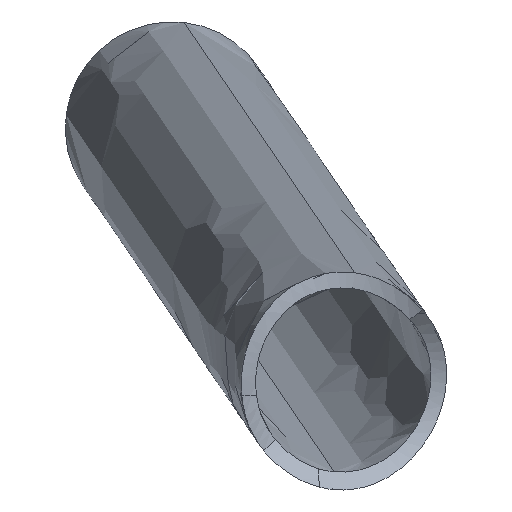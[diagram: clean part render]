
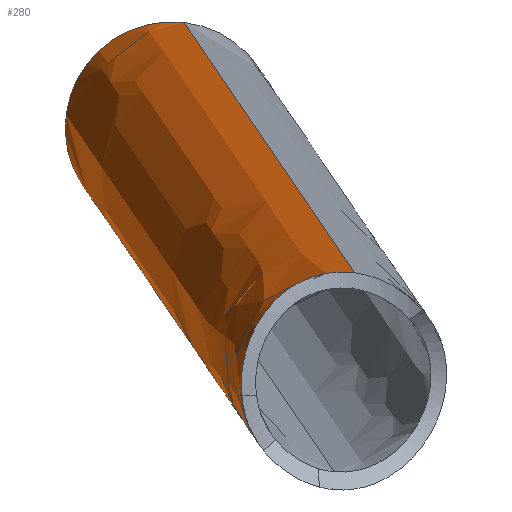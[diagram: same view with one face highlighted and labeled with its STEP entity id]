
A CAD part, top view. The second image highlights one B-rep face of the part: STEP entity #280.
In plain terms, the highlighted free-form (B-spline) face has degree [5, 4] with [6, 5] control points.
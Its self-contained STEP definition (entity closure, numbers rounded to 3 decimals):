
#61=CARTESIAN_POINT('Vertex',(-1974.75,-275.748,141.504)) ;
#63=CARTESIAN_POINT('Vertex',(-1977.25,-295.46,139.224)) ;
#66=CARTESIAN_POINT('Axis2P3D Location',(-1976.,-285.604,140.364)) ;
#157=CARTESIAN_POINT('Vertex',(-1960.644,-320.184,334.789)) ;
#161=CARTESIAN_POINT('Control Point',(-1977.25,-295.46,139.224)) ;
#162=CARTESIAN_POINT('Control Point',(-1973.929,-300.405,178.337)) ;
#163=CARTESIAN_POINT('Control Point',(-1970.608,-305.35,217.45)) ;
#164=CARTESIAN_POINT('Control Point',(-1967.286,-310.294,256.563)) ;
#165=CARTESIAN_POINT('Control Point',(-1963.965,-315.239,295.676)) ;
#166=CARTESIAN_POINT('Control Point',(-1960.644,-320.184,334.789)) ;
#169=CARTESIAN_POINT('Control Point',(-1974.75,-275.748,141.504)) ;
#170=CARTESIAN_POINT('Control Point',(-1971.533,-280.539,179.395)) ;
#171=CARTESIAN_POINT('Control Point',(-1968.315,-285.329,217.286)) ;
#172=CARTESIAN_POINT('Control Point',(-1965.098,-290.119,255.178)) ;
#173=CARTESIAN_POINT('Control Point',(-1961.881,-294.91,293.069)) ;
#174=CARTESIAN_POINT('Control Point',(-1958.663,-299.7,330.96)) ;
#175=CARTESIAN_POINT('Vertex',(-1958.663,-299.7,330.96)) ;
#196=CARTESIAN_POINT('Control Point',(-1977.25,-295.46,139.224)) ;
#197=CARTESIAN_POINT('Control Point',(-1987.136,-294.32,140.207)) ;
#198=CARTESIAN_POINT('Control Point',(-1990.829,-283.895,141.839)) ;
#199=CARTESIAN_POINT('Control Point',(-1984.636,-274.609,142.487)) ;
#200=CARTESIAN_POINT('Control Point',(-1974.75,-275.748,141.504)) ;
#201=CARTESIAN_POINT('Control Point',(-1973.801,-300.595,179.843)) ;
#202=CARTESIAN_POINT('Control Point',(-1983.687,-299.456,180.827)) ;
#203=CARTESIAN_POINT('Control Point',(-1987.38,-289.03,182.458)) ;
#204=CARTESIAN_POINT('Control Point',(-1981.187,-279.744,183.106)) ;
#205=CARTESIAN_POINT('Control Point',(-1971.301,-280.884,182.123)) ;
#206=CARTESIAN_POINT('Control Point',(-1970.352,-305.731,220.462)) ;
#207=CARTESIAN_POINT('Control Point',(-1980.238,-304.591,221.446)) ;
#208=CARTESIAN_POINT('Control Point',(-1983.931,-294.165,223.078)) ;
#209=CARTESIAN_POINT('Control Point',(-1977.738,-284.879,223.726)) ;
#210=CARTESIAN_POINT('Control Point',(-1967.852,-286.019,222.742)) ;
#211=CARTESIAN_POINT('Control Point',(-1966.903,-310.866,261.082)) ;
#212=CARTESIAN_POINT('Control Point',(-1976.789,-309.726,262.065)) ;
#213=CARTESIAN_POINT('Control Point',(-1980.482,-299.3,263.697)) ;
#214=CARTESIAN_POINT('Control Point',(-1974.289,-290.014,264.345)) ;
#215=CARTESIAN_POINT('Control Point',(-1964.403,-291.154,263.361)) ;
#216=CARTESIAN_POINT('Control Point',(-1963.454,-316.001,301.701)) ;
#217=CARTESIAN_POINT('Control Point',(-1973.34,-314.861,302.684)) ;
#218=CARTESIAN_POINT('Control Point',(-1977.033,-304.435,304.316)) ;
#219=CARTESIAN_POINT('Control Point',(-1970.84,-295.149,304.964)) ;
#220=CARTESIAN_POINT('Control Point',(-1960.954,-296.289,303.981)) ;
#221=CARTESIAN_POINT('Control Point',(-1960.005,-321.136,342.32)) ;
#222=CARTESIAN_POINT('Control Point',(-1969.891,-319.996,343.304)) ;
#223=CARTESIAN_POINT('Control Point',(-1973.584,-309.57,344.935)) ;
#224=CARTESIAN_POINT('Control Point',(-1967.391,-300.284,345.583)) ;
#225=CARTESIAN_POINT('Control Point',(-1957.505,-301.424,344.6)) ;
#227=CARTESIAN_POINT('Control Point',(-1961.939,-319.959,335.047)) ;
#228=CARTESIAN_POINT('Control Point',(-1961.505,-320.069,334.996)) ;
#229=CARTESIAN_POINT('Control Point',(-1961.07,-320.144,334.909)) ;
#230=CARTESIAN_POINT('Control Point',(-1960.644,-320.184,334.789)) ;
#231=CARTESIAN_POINT('Vertex',(-1961.939,-319.959,335.047)) ;
#235=CARTESIAN_POINT('Control Point',(-1961.939,-319.959,335.047)) ;
#236=CARTESIAN_POINT('Control Point',(-1963.153,-319.651,335.189)) ;
#237=CARTESIAN_POINT('Control Point',(-1964.359,-319.112,335.094)) ;
#238=CARTESIAN_POINT('Control Point',(-1965.431,-318.384,334.828)) ;
#239=CARTESIAN_POINT('Control Point',(-1966.392,-317.522,334.54)) ;
#240=CARTESIAN_POINT('Control Point',(-1967.213,-316.528,334.256)) ;
#241=CARTESIAN_POINT('Vertex',(-1967.213,-316.528,334.256)) ;
#245=CARTESIAN_POINT('Control Point',(-1969.314,-311.28,336.77)) ;
#246=CARTESIAN_POINT('Control Point',(-1969.208,-312.539,336.602)) ;
#247=CARTESIAN_POINT('Control Point',(-1968.919,-313.742,336.15)) ;
#248=CARTESIAN_POINT('Control Point',(-1968.475,-314.773,335.533)) ;
#249=CARTESIAN_POINT('Control Point',(-1967.907,-315.708,334.894)) ;
#250=CARTESIAN_POINT('Control Point',(-1967.213,-316.528,334.256)) ;
#251=CARTESIAN_POINT('Vertex',(-1969.314,-311.28,336.77)) ;
#255=CARTESIAN_POINT('Control Point',(-1969.314,-311.28,336.77)) ;
#256=CARTESIAN_POINT('Control Point',(-1969.382,-310.48,336.877)) ;
#257=CARTESIAN_POINT('Control Point',(-1969.377,-309.657,336.873)) ;
#258=CARTESIAN_POINT('Control Point',(-1969.297,-308.846,336.739)) ;
#259=CARTESIAN_POINT('Control Point',(-1968.956,-306.928,336.207)) ;
#260=CARTESIAN_POINT('Control Point',(-1968.289,-305.23,335.332)) ;
#261=CARTESIAN_POINT('Control Point',(-1967.795,-304.293,334.771)) ;
#262=CARTESIAN_POINT('Control Point',(-1966.831,-302.896,333.846)) ;
#263=CARTESIAN_POINT('Control Point',(-1965.585,-301.726,332.966)) ;
#264=CARTESIAN_POINT('Control Point',(-1965.071,-301.319,332.646)) ;
#265=CARTESIAN_POINT('Control Point',(-1963.644,-300.384,331.878)) ;
#266=CARTESIAN_POINT('Control Point',(-1961.966,-299.787,331.305)) ;
#267=CARTESIAN_POINT('Control Point',(-1960.86,-299.581,331.061)) ;
#268=CARTESIAN_POINT('Control Point',(-1959.743,-299.562,330.952)) ;
#269=CARTESIAN_POINT('Control Point',(-1958.663,-299.7,330.96)) ;
#67=DIRECTION('Axis2P3D Direction',(-0.084,0.125,-0.989)) ;
#68=AXIS2_PLACEMENT_3D('Circle Axis2P3D',#66,#67,$) ;
#272=ORIENTED_EDGE('',*,*,#177,.F.) ;
#273=ORIENTED_EDGE('',*,*,#70,.F.) ;
#274=ORIENTED_EDGE('',*,*,#167,.T.) ;
#275=ORIENTED_EDGE('',*,*,#233,.F.) ;
#276=ORIENTED_EDGE('',*,*,#243,.T.) ;
#277=ORIENTED_EDGE('',*,*,#253,.F.) ;
#278=ORIENTED_EDGE('',*,*,#270,.T.) ;
#280=ADVANCED_FACE('Corps principal',(#279),#195,.T.) ;
#226=B_SPLINE_CURVE_WITH_KNOTS('',3,(#227,#228,#229,#230),.UNSPECIFIED.,.F.,.U.,(4,4),(0.,1.989),.UNSPECIFIED.) ;
#234=B_SPLINE_CURVE_WITH_KNOTS('',5,(#235,#236,#237,#238,#239,#240),.UNSPECIFIED.,.F.,.U.,(6,6),(0.,9.289),.UNSPECIFIED.) ;
#244=B_SPLINE_CURVE_WITH_KNOTS('',5,(#245,#246,#247,#248,#249,#250),.UNSPECIFIED.,.F.,.U.,(6,6),(0.,8.791),.UNSPECIFIED.) ;
#254=B_SPLINE_CURVE_WITH_KNOTS('',5,(#255,#256,#257,#258,#259,#260,#261,#262,#263,#264,#265,#266,#267,#268,#269),.UNSPECIFIED.,.F.,.U.,(6,3,3,3,6),(0.,5.592,13.894,18.945,26.888),.UNSPECIFIED.) ;
#69=CIRCLE('generated circle',#68,10.) ;
#70=EDGE_CURVE('',#64,#62,#69,.T.) ;
#167=EDGE_CURVE('',#64,#158,#160,.T.) ;
#177=EDGE_CURVE('',#62,#176,#168,.T.) ;
#233=EDGE_CURVE('',#232,#158,#226,.T.) ;
#243=EDGE_CURVE('',#232,#242,#234,.T.) ;
#253=EDGE_CURVE('',#252,#242,#244,.T.) ;
#270=EDGE_CURVE('',#252,#176,#254,.T.) ;
#271=EDGE_LOOP('',(#272,#273,#274,#275,#276,#277,#278)) ;
#279=FACE_OUTER_BOUND('',#271,.T.) ;
#62=VERTEX_POINT('',#61) ;
#64=VERTEX_POINT('',#63) ;
#158=VERTEX_POINT('',#157) ;
#176=VERTEX_POINT('',#175) ;
#232=VERTEX_POINT('',#231) ;
#242=VERTEX_POINT('',#241) ;
#252=VERTEX_POINT('',#251) ;
#160=(BOUNDED_CURVE()B_SPLINE_CURVE(5,(#161,#162,#163,#164,#165,#166),.UNSPECIFIED.,.F.,.U.)B_SPLINE_CURVE_WITH_KNOTS((6,6),(0.,197.82),.UNSPECIFIED.)CURVE()GEOMETRIC_REPRESENTATION_ITEM()RATIONAL_B_SPLINE_CURVE((1.,1.,1.,1.,1.,1.))REPRESENTATION_ITEM('')) ;
#168=(BOUNDED_CURVE()B_SPLINE_CURVE(5,(#169,#170,#171,#172,#173,#174),.UNSPECIFIED.,.F.,.U.)B_SPLINE_CURVE_WITH_KNOTS((6,6),(0.,191.641),.UNSPECIFIED.)CURVE()GEOMETRIC_REPRESENTATION_ITEM()RATIONAL_B_SPLINE_CURVE((1.,1.,1.,1.,1.,1.))REPRESENTATION_ITEM('')) ;
#195=(BOUNDED_SURFACE()B_SPLINE_SURFACE(5,4,((#196,#197,#198,#199,#200),(#201,#202,#203,#204,#205),(#206,#207,#208,#209,#210),(#211,#212,#213,#214,#215),(#216,#217,#218,#219,#220),(#221,#222,#223,#224,#225)),.UNSPECIFIED.,.F.,.F.,.U.)B_SPLINE_SURFACE_WITH_KNOTS((6,6),(5,5),(0.,205.438),(31.416,62.832),.UNSPECIFIED.)GEOMETRIC_REPRESENTATION_ITEM()RATIONAL_B_SPLINE_SURFACE(((1.,0.707,0.667,0.707,1.),(1.,0.707,0.667,0.707,1.),(1.,0.707,0.667,0.707,1.),(1.,0.707,0.667,0.707,1.),(1.,0.707,0.667,0.707,1.),(1.,0.707,0.667,0.707,1.)))REPRESENTATION_ITEM('Rational BSpline Surface')SURFACE()) ;
